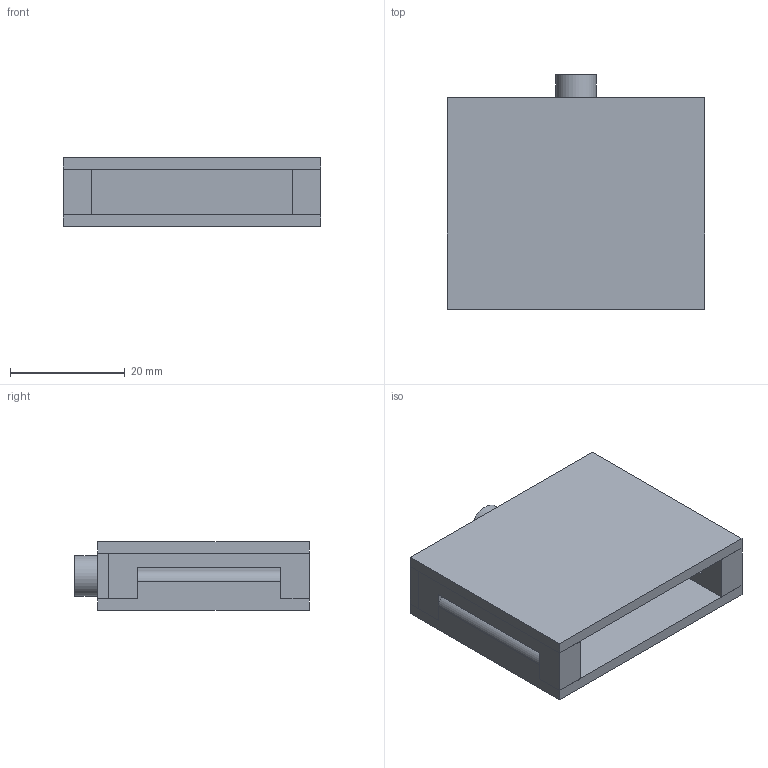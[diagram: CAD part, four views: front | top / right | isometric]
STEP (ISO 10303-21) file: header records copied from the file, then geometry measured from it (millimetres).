
FILE_DESCRIPTION(/* description */ (''),/* implementation_level */ '2;1');
FILE_NAME(/* name */ 'Completed Flipper v1 v3.step',/* time_stamp */ '2025-08-06T00:59:50-04:00',/* author */ (''),/* organization */ (''),/* preprocessor_version */ 'ST-DEVELOPER v20.1',/* originating_system */ 'Autodesk Translation Framework v14.10.0.0',/* authorisation */ '');
FILE_SCHEMA (('AUTOMOTIVE_DESIGN { 1 0 10303 214 3 1 1 }'));
Length unit declared in the file: millimetre
Products named in the file (1): Completed Flipper v1
Bounding box: 45 x 41 x 12 mm (x, y, z)
Volume: 9380.4 mm3; surface area: 11087.3 mm2
Topology: 4 solids, 4 shells, 80 faces, 186 edges, 124 vertices
Faces by surface type: plane 68, cylinder 12
Full cylindrical faces by diameter (mm): 3 x6, 5 x1, 7 x1
Entity records: 2299 total; most frequent: CARTESIAN_POINT 391, ORIENTED_EDGE 372, DIRECTION 372, EDGE_CURVE 186, LINE 162, VECTOR 162, VERTEX_POINT 124, AXIS2_PLACEMENT_3D 105
